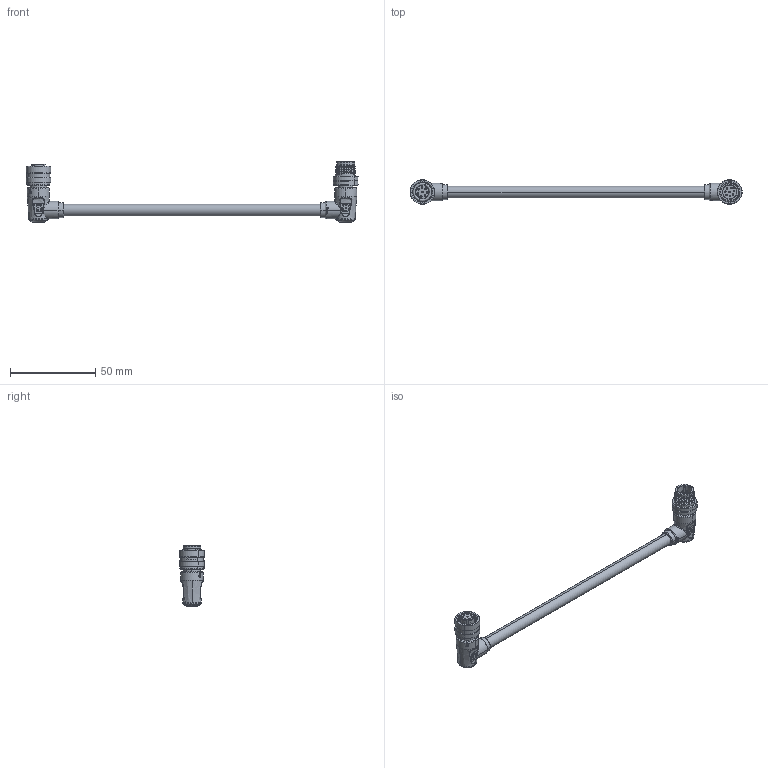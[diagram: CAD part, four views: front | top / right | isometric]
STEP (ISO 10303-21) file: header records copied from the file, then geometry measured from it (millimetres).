
FILE_DESCRIPTION (( 'STEP AP203' ), '1' );
FILE_NAME ('10-04995_revA.STEP', '2022-01-24T19:16:06', ( '' ), ( '' ), 'SwSTEP 2.0', 'SolidWorks 2021', '' );
FILE_SCHEMA (( 'CONFIG_CONTROL_DESIGN' ));
Length unit declared in the file: millimetre
Products named in the file (14): 24-00361; 50-00983-04___; 50-00990-01___; 50-00983-05___; 50-00990-02_For STEP file; 50-00983-02_For STEP file; 50-00990_STEP; 50-00990-04___; 50-00990-03___; 50-00983_STEP; 50-00983-03___; 50-00983-01___; 10-04995_revA; 30-01611_blunt cut
Assembly tree (28 placements, depth 3):
  10-04995_revA
    30-01611_blunt cut
    24-00361  x2
    50-00983_STEP
      50-00983-01___
      50-00983-02_For STEP file
      50-00983-03___  x8
      50-00983-04___
      50-00983-05___
    50-00990_STEP
      50-00990-01___
      50-00990-02_For STEP file
      50-00990-03___  x8
      50-00990-04___
Bounding box: 194.47 x 14.5 x 35.2 mm (x, y, z)
Volume: 14595.7 mm3; surface area: 69961.8 mm2
Topology: 398 solids, 398 shells, 3779 faces, 8214 edges, 5321 vertices
Faces by surface type: cylinder 1996, plane 1199, torus 230, bspline 181, cone 155, sphere 18
Entity records: 83530 total; most frequent: CARTESIAN_POINT 18430, DIRECTION 14516, ORIENTED_EDGE 11578, AXIS2_PLACEMENT_3D 6266, EDGE_CURVE 5789, VERTEX_POINT 3820, EDGE_LOOP 3625, CIRCLE 3522
